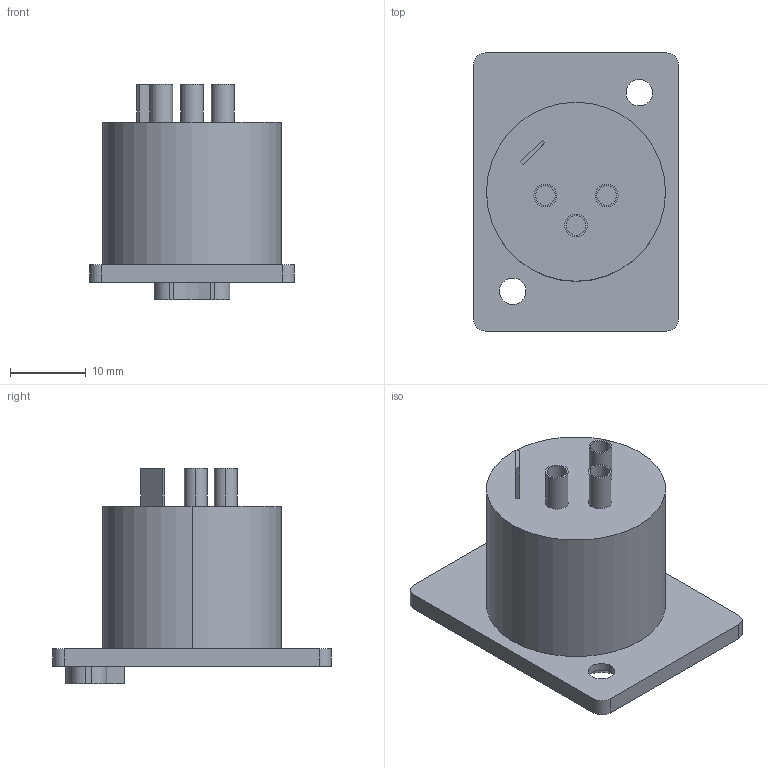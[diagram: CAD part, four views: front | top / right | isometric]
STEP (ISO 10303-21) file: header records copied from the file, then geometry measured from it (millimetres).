
FILE_DESCRIPTION((''),'2;1');
FILE_NAME('D-NC3FP-1','2009-04-29T',('odo'),(''),'PRO/ENGINEER BY PARAMETRIC TECHNOLOGY CORPORATION, 2007460','PRO/ENGINEER BY PARAMETRIC TECHNOLOGY CORPORATION, 2007460','');
FILE_SCHEMA(('CONFIG_CONTROL_DESIGN'));
Length unit declared in the file: millimetre
Products named in the file (1): D-NC3FP-1
Bounding box: 27 x 36.7 x 28.4 mm (x, y, z)
Volume: 9105.9 mm3; surface area: 5802 mm2
Topology: 1 solids, 1 shells, 71 faces, 164 edges, 108 vertices
Faces by surface type: cylinder 37, plane 30, cone 4
Entity records: 2092 total; most frequent: DIRECTION 386, CARTESIAN_POINT 343, ORIENTED_EDGE 328, EDGE_CURVE 164, AXIS2_PLACEMENT_3D 151, VERTEX_POINT 108, EDGE_LOOP 88, VECTOR 84
